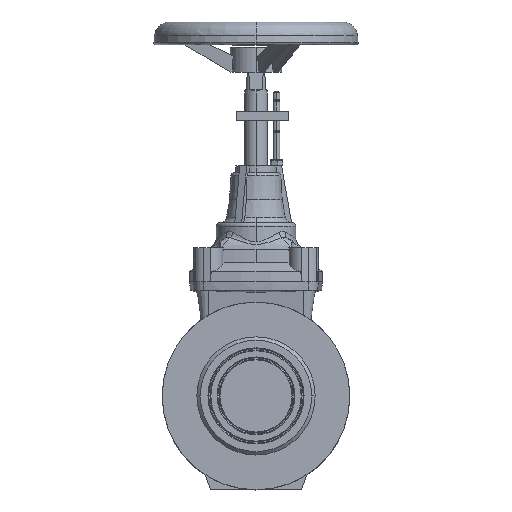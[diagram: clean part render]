
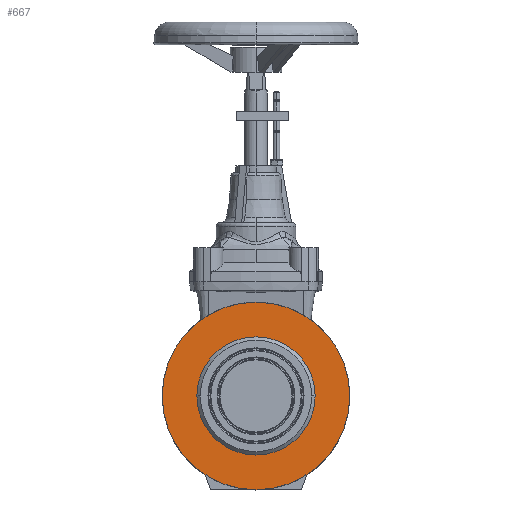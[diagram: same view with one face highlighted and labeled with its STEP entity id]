
A CAD part, top view. The second image highlights one B-rep face of the part: STEP entity #667.
In plain terms, the highlighted planar face has unit normal (0, 0, 1).
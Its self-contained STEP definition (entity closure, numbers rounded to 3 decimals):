
#667 = ADVANCED_FACE ( 'NONE', ( #9193, #9206 ), #13915, .T. ) ;
#1028 = EDGE_LOOP ( 'NONE', ( #1963, #1964 ) ) ;
#1033 = EDGE_LOOP ( 'NONE', ( #1961, #1962 ) ) ;
#1961 = ORIENTED_EDGE ( 'NONE', *, *, #3557, .F. ) ;
#1962 = ORIENTED_EDGE ( 'NONE', *, *, #3810, .F. ) ;
#1963 = ORIENTED_EDGE ( 'NONE', *, *, #3900, .T. ) ;
#1964 = ORIENTED_EDGE ( 'NONE', *, *, #3602, .T. ) ;
#2432 = VERTEX_POINT ( 'NONE', #6138 ) ;
#2463 = VERTEX_POINT ( 'NONE', #6169 ) ;
#3069 = VERTEX_POINT ( 'NONE', #10264 ) ;
#3070 = VERTEX_POINT ( 'NONE', #10265 ) ;
#3557 = EDGE_CURVE ( 'NONE', #3069, #3070, #9890, .T. ) ;
#3602 = EDGE_CURVE ( 'NONE', #2463, #2432, #9933, .T. ) ;
#3810 = EDGE_CURVE ( 'NONE', #3070, #3069, #14985, .T. ) ;
#3900 = EDGE_CURVE ( 'NONE', #2432, #2463, #15088, .T. ) ;
#6138 = CARTESIAN_POINT ( 'NONE',  ( -82.5, 0., 72. ) ) ;
#6169 = CARTESIAN_POINT ( 'NONE',  ( 82.5, 0., 72. ) ) ;
#9193 = FACE_BOUND ( 'NONE', #1033, .T. ) ;
#9206 = FACE_OUTER_BOUND ( 'NONE', #1028, .T. ) ;
#9890 = CIRCLE ( 'NONE', #11225, 52. ) ;
#9933 = CIRCLE ( 'NONE', #11242, 82.5 ) ;
#10264 = CARTESIAN_POINT ( 'NONE',  ( 52., 0., 72. ) ) ;
#10265 = CARTESIAN_POINT ( 'NONE',  ( -52., 0., 72. ) ) ;
#11225 = AXIS2_PLACEMENT_3D ( 'NONE', #12020, #12021, #12022 ) ;
#11242 = AXIS2_PLACEMENT_3D ( 'NONE', #12261, #12262, #12263 ) ;
#11319 = AXIS2_PLACEMENT_3D ( 'NONE', #13725, #13726, #13727 ) ;
#11367 = AXIS2_PLACEMENT_3D ( 'NONE', #15418, #15419, #15420 ) ;
#12020 = CARTESIAN_POINT ( 'NONE',  ( 0., 0., 72. ) ) ;
#12021 = DIRECTION ( 'NONE',  ( 0., 0., 1. ) ) ;
#12022 = DIRECTION ( 'NONE',  ( 1., 0., 0. ) ) ;
#12261 = CARTESIAN_POINT ( 'NONE',  ( 0., 0., 72. ) ) ;
#12262 = DIRECTION ( 'NONE',  ( 0., 0., 1. ) ) ;
#12263 = DIRECTION ( 'NONE',  ( 1., 0., 0. ) ) ;
#12526 = AXIS2_PLACEMENT_3D ( 'NONE', #13910, #13920, #13921 ) ;
#13725 = CARTESIAN_POINT ( 'NONE',  ( 0., 0., 72. ) ) ;
#13726 = DIRECTION ( 'NONE',  ( 0., 0., 1. ) ) ;
#13727 = DIRECTION ( 'NONE',  ( 1., 0., 0. ) ) ;
#13910 = CARTESIAN_POINT ( 'NONE',  ( 0., 82.5, 72. ) ) ;
#13915 = PLANE ( 'NONE',  #12526 ) ;
#13920 = DIRECTION ( 'NONE',  ( 0., 0., 1. ) ) ;
#13921 = DIRECTION ( 'NONE',  ( -1., 0., 0. ) ) ;
#14985 = CIRCLE ( 'NONE', #11319, 52. ) ;
#15088 = CIRCLE ( 'NONE', #11367, 82.5 ) ;
#15418 = CARTESIAN_POINT ( 'NONE',  ( 0., 0., 72. ) ) ;
#15419 = DIRECTION ( 'NONE',  ( 0., 0., 1. ) ) ;
#15420 = DIRECTION ( 'NONE',  ( 1., 0., 0. ) ) ;
